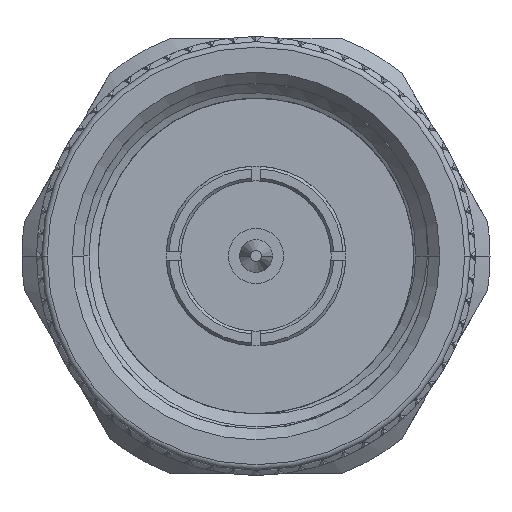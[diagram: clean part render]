
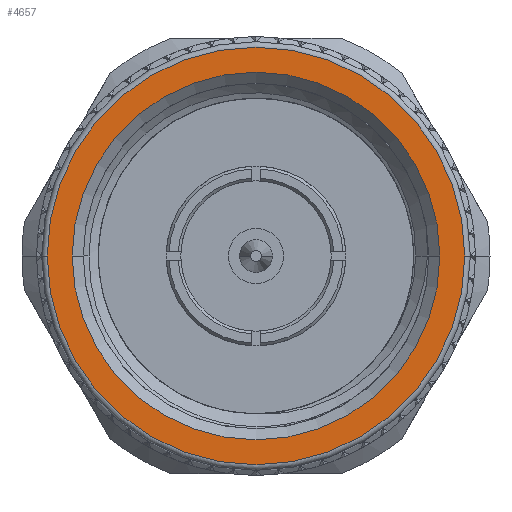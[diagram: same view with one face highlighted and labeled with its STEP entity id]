
A CAD part, left-side view. The second image highlights one B-rep face of the part: STEP entity #4657.
In plain terms, the highlighted planar face has unit normal (-1, 0, 0).
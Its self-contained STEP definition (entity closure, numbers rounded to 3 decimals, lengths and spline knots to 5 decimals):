
#1421 = EDGE_CURVE ( 'NONE', #70098, #53839, #45084, .T. ) ;
#1535 = CARTESIAN_POINT ( 'NONE',  ( -1.03543, 0., 0. ) ) ;
#3583 = CARTESIAN_POINT ( 'NONE',  ( -1.03543, 0., 0. ) ) ;
#4087 = DIRECTION ( 'NONE',  ( 1., 0., 0. ) ) ;
#4657 = ADVANCED_FACE ( 'NONE', ( #76885, #22222 ), #55916, .F. ) ;
#5410 = AXIS2_PLACEMENT_3D ( 'NONE', #19738, #44609, #32572 ) ;
#5753 = CARTESIAN_POINT ( 'NONE',  ( -1.03543, 0., 0. ) ) ;
#11674 = EDGE_LOOP ( 'NONE', ( #67163, #65625 ) ) ;
#18728 = AXIS2_PLACEMENT_3D ( 'NONE', #3583, #70851, #39764 ) ;
#19519 = DIRECTION ( 'NONE',  ( 1., 0., 0. ) ) ;
#19738 = CARTESIAN_POINT ( 'NONE',  ( -1.03543, 0., 0. ) ) ;
#21019 = CARTESIAN_POINT ( 'NONE',  ( -1.03543, 0.3776, 0. ) ) ;
#22222 = FACE_OUTER_BOUND ( 'NONE', #55883, .T. ) ;
#29775 = EDGE_CURVE ( 'NONE', #65135, #36080, #49419, .T. ) ;
#29847 = AXIS2_PLACEMENT_3D ( 'NONE', #1535, #19519, #68538 ) ;
#32572 = DIRECTION ( 'NONE',  ( 0., -1., 0. ) ) ;
#32925 = CARTESIAN_POINT ( 'NONE',  ( -1.03543, -0.3325, 0. ) ) ;
#36080 = VERTEX_POINT ( 'NONE', #44771 ) ;
#39764 = DIRECTION ( 'NONE',  ( 0., -1., 0. ) ) ;
#43194 = AXIS2_PLACEMENT_3D ( 'NONE', #5753, #48535, #74343 ) ;
#44609 = DIRECTION ( 'NONE',  ( -1., 0., 0. ) ) ;
#44771 = CARTESIAN_POINT ( 'NONE',  ( -1.03543, -0.3776, 0. ) ) ;
#45084 = CIRCLE ( 'NONE', #18728, 0.3325 ) ;
#47853 = AXIS2_PLACEMENT_3D ( 'NONE', #65470, #4087, #77242 ) ;
#48535 = DIRECTION ( 'NONE',  ( -1., 0., 0. ) ) ;
#49419 = CIRCLE ( 'NONE', #43194, 0.3776 ) ;
#50953 = CARTESIAN_POINT ( 'NONE',  ( -1.03543, 0.3325, 0. ) ) ;
#53839 = VERTEX_POINT ( 'NONE', #32925 ) ;
#55883 = EDGE_LOOP ( 'NONE', ( #77632, #74234 ) ) ;
#55916 = PLANE ( 'NONE',  #29847 ) ;
#58374 = EDGE_CURVE ( 'NONE', #53839, #70098, #73949, .T. ) ;
#59386 = CIRCLE ( 'NONE', #5410, 0.3776 ) ;
#59563 = EDGE_CURVE ( 'NONE', #36080, #65135, #59386, .T. ) ;
#65135 = VERTEX_POINT ( 'NONE', #21019 ) ;
#65470 = CARTESIAN_POINT ( 'NONE',  ( -1.03543, 0., 0. ) ) ;
#65625 = ORIENTED_EDGE ( 'NONE', *, *, #58374, .T. ) ;
#67163 = ORIENTED_EDGE ( 'NONE', *, *, #1421, .T. ) ;
#68538 = DIRECTION ( 'NONE',  ( 0., -1., 0. ) ) ;
#70098 = VERTEX_POINT ( 'NONE', #50953 ) ;
#70851 = DIRECTION ( 'NONE',  ( 1., 0., 0. ) ) ;
#73949 = CIRCLE ( 'NONE', #47853, 0.3325 ) ;
#74234 = ORIENTED_EDGE ( 'NONE', *, *, #29775, .T. ) ;
#74343 = DIRECTION ( 'NONE',  ( 0., -1., 0. ) ) ;
#76885 = FACE_BOUND ( 'NONE', #11674, .T. ) ;
#77242 = DIRECTION ( 'NONE',  ( 0., -1., 0. ) ) ;
#77632 = ORIENTED_EDGE ( 'NONE', *, *, #59563, .T. ) ;
